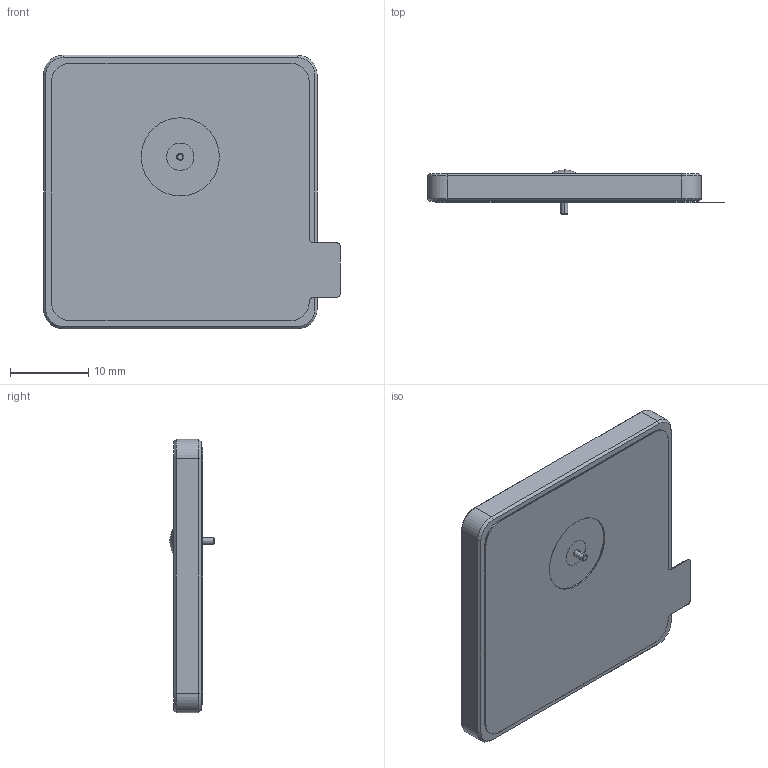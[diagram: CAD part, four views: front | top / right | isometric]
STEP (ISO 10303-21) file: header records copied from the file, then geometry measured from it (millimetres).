
FILE_DESCRIPTION (( 'STEP AP214' ), '1' );
FILE_NAME ('GP.1575.35.3.A.02.STEP', '2019-06-25T09:03:09', ( '' ), ( '' ), 'SwSTEP 2.0', 'SolidWorks 2017', '' );
FILE_SCHEMA (( 'AUTOMOTIVE_DESIGN' ));
Length unit declared in the file: millimetre
Products named in the file (1): GP.1575.35.3.A.02
Bounding box: 38 x 5.67 x 35 mm (x, y, z)
Surface area: 4974.3 mm2 (no closed solid volume)
Topology: 0 solids, 23 shells, 328 faces, 1185 edges, 867 vertices
Faces by surface type: plane 168, bspline 122, cylinder 26, cone 10, torus 2
Entity records: 20492 total; most frequent: CARTESIAN_POINT 8415, ORIENTED_EDGE 1824, DIRECTION 1223, EDGE_CURVE 1183, VERTEX_POINT 867, VECTOR 653, LINE 653, EDGE_LOOP 404
